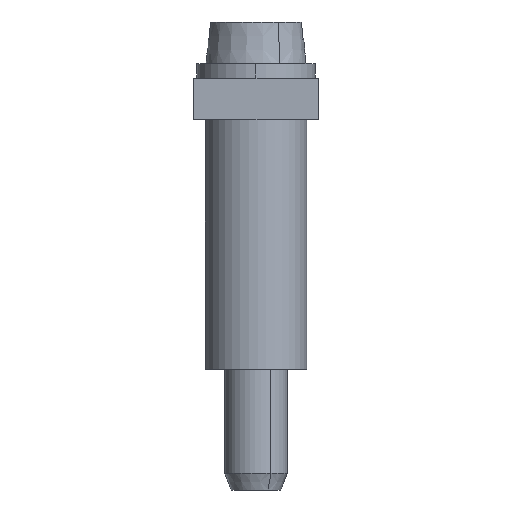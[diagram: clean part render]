
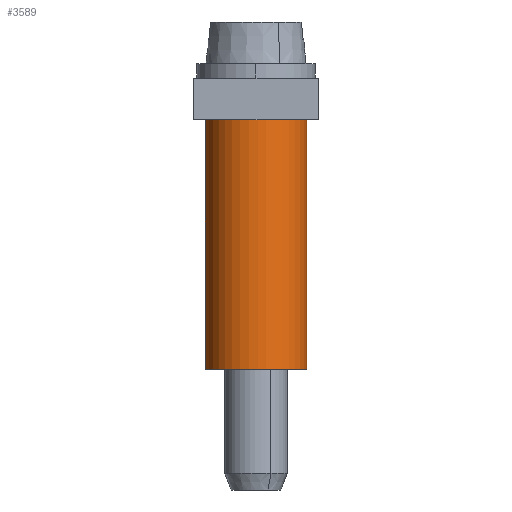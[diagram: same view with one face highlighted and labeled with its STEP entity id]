
A CAD part, left-side view. The second image highlights one B-rep face of the part: STEP entity #3589.
In plain terms, the highlighted cylindrical face has radius 2.45 mm (diameter 4.9 mm), a partial arc.
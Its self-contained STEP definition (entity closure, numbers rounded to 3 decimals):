
#3549=AXIS2_PLACEMENT_3D('Circle Axis2P3D',#3547,#3548,$) ;
#3569=AXIS2_PLACEMENT_3D('Cylinder Axis2P3D',#3566,#3567,#3568) ;
#3573=AXIS2_PLACEMENT_3D('Circle Axis2P3D',#3571,#3572,$) ;
#3460=CARTESIAN_POINT('Vertex',(3.5,0.55,5.8)) ;
#3484=CARTESIAN_POINT('Vertex',(3.5,0.55,17.8)) ;
#3487=CARTESIAN_POINT('Line Origine',(3.5,0.55,11.8)) ;
#3547=CARTESIAN_POINT('Axis2P3D Location',(3.5,3.,5.8)) ;
#3551=CARTESIAN_POINT('Vertex',(3.352,5.445,5.8)) ;
#3566=CARTESIAN_POINT('Axis2P3D Location',(3.5,3.,11.8)) ;
#3571=CARTESIAN_POINT('Axis2P3D Location',(3.5,3.,17.8)) ;
#3575=CARTESIAN_POINT('Vertex',(3.352,5.445,17.8)) ;
#3578=CARTESIAN_POINT('Line Origine',(3.352,5.445,11.8)) ;
#3488=DIRECTION('Vector Direction',(0.,0.,-1.)) ;
#3548=DIRECTION('Axis2P3D Direction',(0.,0.,1.)) ;
#3567=DIRECTION('Axis2P3D Direction',(0.,0.,-1.)) ;
#3568=DIRECTION('Axis2P3D XDirection',(1.,0.03,0.)) ;
#3572=DIRECTION('Axis2P3D Direction',(0.,0.,-1.)) ;
#3579=DIRECTION('Vector Direction',(0.,0.,-1.)) ;
#3489=VECTOR('Line Direction',#3488,1.) ;
#3580=VECTOR('Line Direction',#3579,1.) ;
#3584=ORIENTED_EDGE('',*,*,#3553,.F.) ;
#3585=ORIENTED_EDGE('',*,*,#3491,.T.) ;
#3586=ORIENTED_EDGE('',*,*,#3577,.T.) ;
#3587=ORIENTED_EDGE('',*,*,#3582,.F.) ;
#3589=ADVANCED_FACE('VH 12-4.9-3.3 SAK6N.4\\Body.2',(#3588),#3570,.T.) ;
#3550=CIRCLE('generated circle',#3549,2.45) ;
#3574=CIRCLE('generated circle',#3573,2.45) ;
#3570=CYLINDRICAL_SURFACE('generated cylinder',#3569,2.45) ;
#3491=EDGE_CURVE('',#3461,#3485,#3490,.F.) ;
#3553=EDGE_CURVE('',#3461,#3552,#3550,.F.) ;
#3577=EDGE_CURVE('',#3485,#3576,#3574,.T.) ;
#3582=EDGE_CURVE('',#3552,#3576,#3581,.F.) ;
#3583=EDGE_LOOP('',(#3584,#3585,#3586,#3587)) ;
#3588=FACE_OUTER_BOUND('',#3583,.T.) ;
#3490=LINE('Line',#3487,#3489) ;
#3581=LINE('Line',#3578,#3580) ;
#3461=VERTEX_POINT('',#3460) ;
#3485=VERTEX_POINT('',#3484) ;
#3552=VERTEX_POINT('',#3551) ;
#3576=VERTEX_POINT('',#3575) ;
